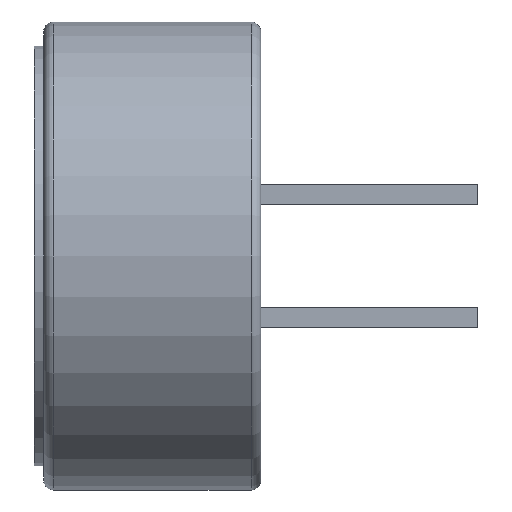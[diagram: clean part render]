
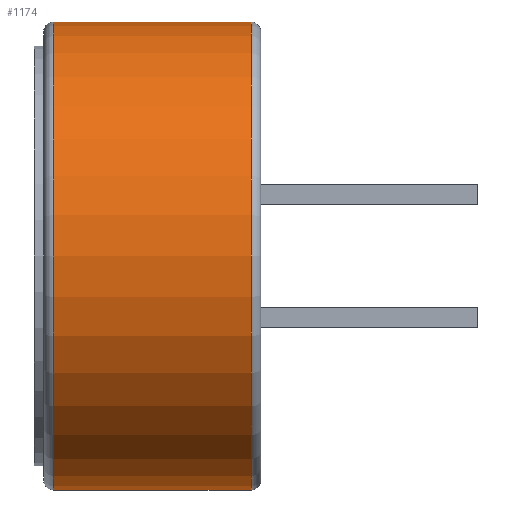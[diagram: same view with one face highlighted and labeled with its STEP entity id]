
A CAD part, left-side view. The second image highlights one B-rep face of the part: STEP entity #1174.
In plain terms, the highlighted cylindrical face has radius 4.85 mm (diameter 9.7 mm), a partial arc.
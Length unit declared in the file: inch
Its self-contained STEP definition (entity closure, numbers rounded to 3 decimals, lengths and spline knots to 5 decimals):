
#38 = CARTESIAN_POINT ( 'NONE',  ( 0., 0.00787, 0. ) ) ;
#50 = AXIS2_PLACEMENT_3D ( 'NONE', #38, #582, #815 ) ;
#224 = VECTOR ( 'NONE', #1197, 39.37008 ) ;
#307 = VERTEX_POINT ( 'NONE', #829 ) ;
#317 = CIRCLE ( 'NONE', #50, 0.19094 ) ;
#489 = VECTOR ( 'NONE', #511, 39.37008 ) ;
#511 = DIRECTION ( 'NONE',  ( 0., -1., 0. ) ) ;
#542 = ORIENTED_EDGE ( 'NONE', *, *, #1052, .F. ) ;
#567 = VERTEX_POINT ( 'NONE', #1736 ) ;
#582 = DIRECTION ( 'NONE',  ( 0., 1., 0. ) ) ;
#635 = CARTESIAN_POINT ( 'NONE',  ( 0., 0.17717, 0.19094 ) ) ;
#645 = DIRECTION ( 'NONE',  ( 0., 0., -1. ) ) ;
#712 = CARTESIAN_POINT ( 'NONE',  ( 0., 0.00787, 0.19094 ) ) ;
#721 = ORIENTED_EDGE ( 'NONE', *, *, #761, .T. ) ;
#761 = EDGE_CURVE ( 'NONE', #307, #1790, #1747, .T. ) ;
#788 = CYLINDRICAL_SURFACE ( 'NONE', #898, 0.19094 ) ;
#809 = ORIENTED_EDGE ( 'NONE', *, *, #1569, .T. ) ;
#815 = DIRECTION ( 'NONE',  ( 0., 0., 1. ) ) ;
#821 = CARTESIAN_POINT ( 'NONE',  ( 0., 0.00787, -0.19094 ) ) ;
#829 = CARTESIAN_POINT ( 'NONE',  ( 0., 0.16929, -0.19094 ) ) ;
#842 = VERTEX_POINT ( 'NONE', #712 ) ;
#898 = AXIS2_PLACEMENT_3D ( 'NONE', #1338, #1625, #645 ) ;
#1052 = EDGE_CURVE ( 'NONE', #567, #842, #1465, .T. ) ;
#1100 = EDGE_LOOP ( 'NONE', ( #542, #1218, #721, #809 ) ) ;
#1174 = ADVANCED_FACE ( 'NONE', ( #1802 ), #788, .T. ) ;
#1197 = DIRECTION ( 'NONE',  ( 0., -1., 0. ) ) ;
#1218 = ORIENTED_EDGE ( 'NONE', *, *, #1577, .T. ) ;
#1338 = CARTESIAN_POINT ( 'NONE',  ( 0., 0.17717, 0. ) ) ;
#1365 = DIRECTION ( 'NONE',  ( 0., 0., 1. ) ) ;
#1465 = LINE ( 'NONE', #635, #224 ) ;
#1487 = DIRECTION ( 'NONE',  ( 0., -1., 0. ) ) ;
#1569 = EDGE_CURVE ( 'NONE', #1790, #842, #317, .T. ) ;
#1577 = EDGE_CURVE ( 'NONE', #567, #307, #1672, .T. ) ;
#1611 = AXIS2_PLACEMENT_3D ( 'NONE', #1690, #1487, #1365 ) ;
#1625 = DIRECTION ( 'NONE',  ( 0., -1., 0. ) ) ;
#1626 = CARTESIAN_POINT ( 'NONE',  ( 0., 0.17717, -0.19094 ) ) ;
#1672 = CIRCLE ( 'NONE', #1611, 0.19094 ) ;
#1690 = CARTESIAN_POINT ( 'NONE',  ( 0., 0.16929, 0. ) ) ;
#1736 = CARTESIAN_POINT ( 'NONE',  ( 0., 0.16929, 0.19094 ) ) ;
#1747 = LINE ( 'NONE', #1626, #489 ) ;
#1790 = VERTEX_POINT ( 'NONE', #821 ) ;
#1802 = FACE_OUTER_BOUND ( 'NONE', #1100, .T. ) ;
